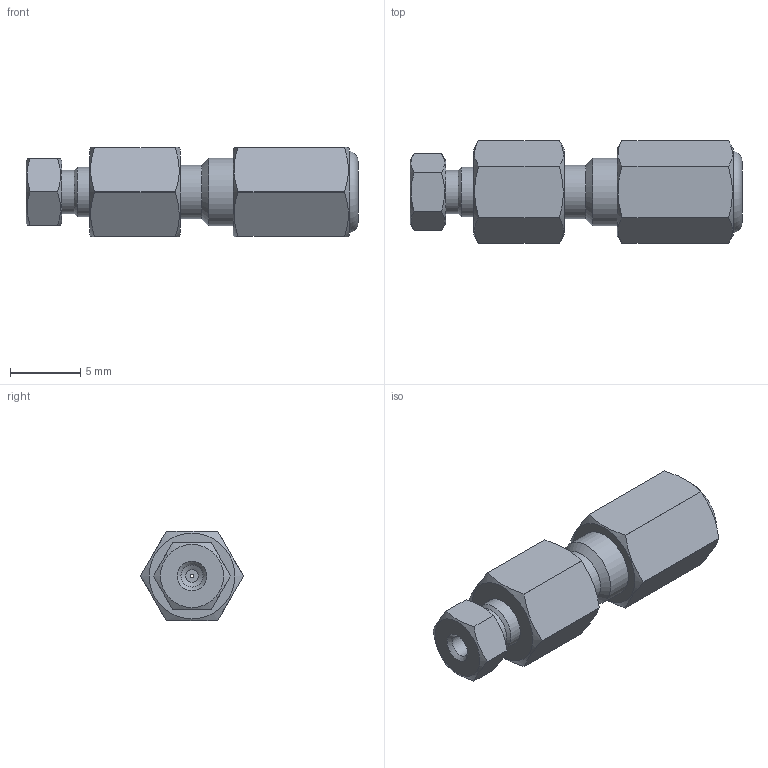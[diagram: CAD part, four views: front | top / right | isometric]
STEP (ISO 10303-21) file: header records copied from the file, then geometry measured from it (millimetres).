
FILE_DESCRIPTION((''),'2;1');
FILE_NAME('305167-EZRU1.5 External-internal reducing union.stp','2013-08-23T11:42:07',('Franzp'),(''),'Autodesk Inventor 2013','Autodesk Inventor 2013','');
FILE_SCHEMA(('AUTOMOTIVE_DESIGN { 1 0 10303 214 1 1 1 1 }'));
Length unit declared in the file: millimetre
Products named in the file (1): 305167_Shrinkwrap_1
Bounding box: 23.68 x 7.33 x 6.35 mm (x, y, z)
Surface area: 703.3 mm2 (no closed solid volume)
Topology: 0 solids, 7 shells, 50 faces, 153 edges, 102 vertices
Faces by surface type: plane 29, cone 14, cylinder 6, torus 1
Full cylindrical faces by diameter (mm): 1.575 x1, 1.73 x1, 3.073 x1, 3.505 x1, 3.82 x1, 4.826 x1
Entity records: 1619 total; most frequent: CARTESIAN_POINT 345, DIRECTION 252, ORIENTED_EDGE 190, EDGE_CURVE 126, AXIS2_PLACEMENT_3D 111, VERTEX_POINT 96, EDGE_LOOP 82, CIRCLE 60
